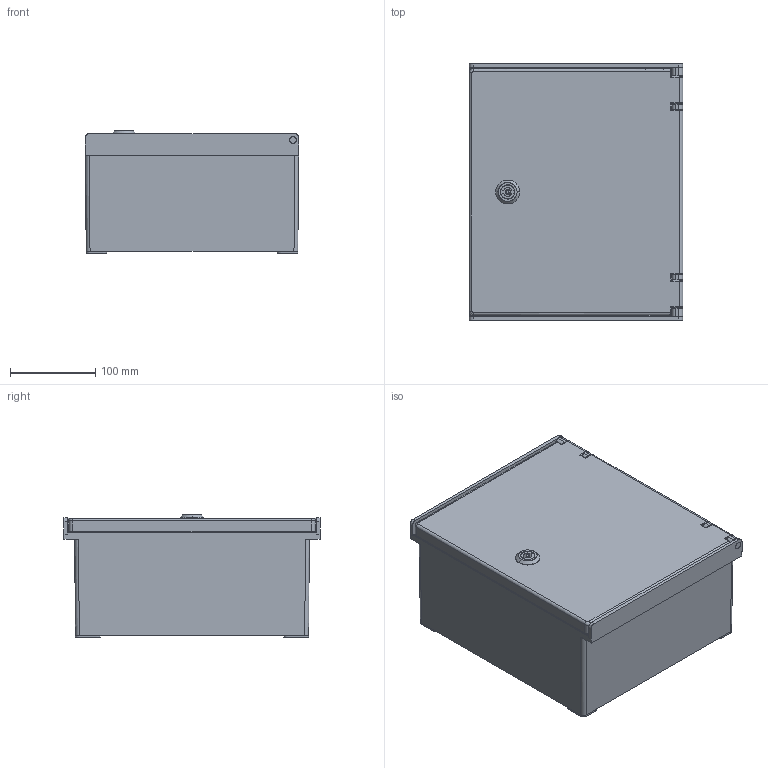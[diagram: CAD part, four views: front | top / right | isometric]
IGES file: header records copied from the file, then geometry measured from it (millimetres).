
Start section: SolidWorks IGES file using analytic representation for surfaces
Global section: file name: PS-2530.IGS; native system: SolidWorks 2010; preprocessor: SolidWorks 2010; author: Röckemann; date: 110518.075455; units: millimetre
Bounding box: 250 x 300 x 143 mm (x, y, z)
Surface area: 752915.4 mm2 (no closed solid volume)
Topology: 0 solids, 0 shells, 1478 faces, 16918 edges, 16862 vertices
Faces by surface type: bspline 841, revolution 637
